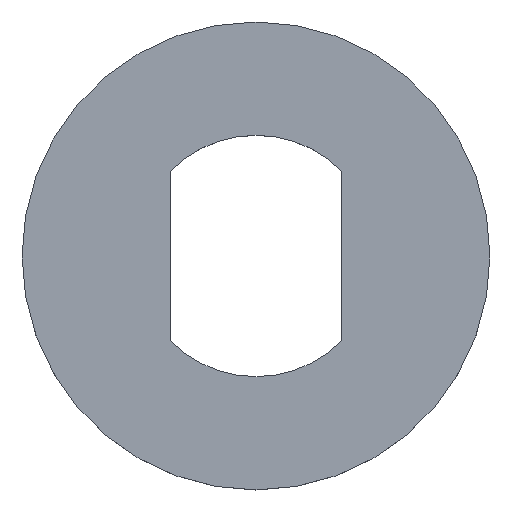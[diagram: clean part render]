
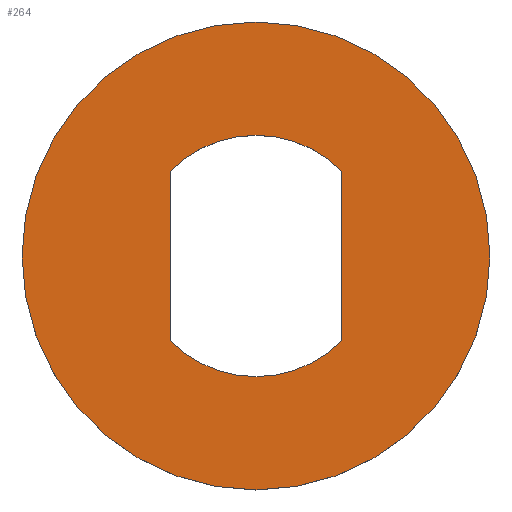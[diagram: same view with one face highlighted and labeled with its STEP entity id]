
A CAD part, top view. The second image highlights one B-rep face of the part: STEP entity #264.
In plain terms, the highlighted planar face has unit normal (0, 0, 1).
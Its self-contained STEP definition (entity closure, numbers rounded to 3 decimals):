
#63=CARTESIAN_POINT('Vertex',(12.9,0.,2.)) ;
#77=CARTESIAN_POINT('Vertex',(-12.9,0.,2.)) ;
#80=CARTESIAN_POINT('Axis2P3D Location',(0.,0.,2.)) ;
#97=CARTESIAN_POINT('Axis2P3D Location',(0.,0.,2.)) ;
#114=CARTESIAN_POINT('Line Origine',(4.735,0.,2.)) ;
#118=CARTESIAN_POINT('Vertex',(4.735,-4.669,2.)) ;
#120=CARTESIAN_POINT('Vertex',(4.735,4.669,2.)) ;
#154=CARTESIAN_POINT('Axis2P3D Location',(0.,0.,2.)) ;
#158=CARTESIAN_POINT('Vertex',(-4.735,-4.669,2.)) ;
#185=CARTESIAN_POINT('Line Origine',(-4.735,0.,2.)) ;
#189=CARTESIAN_POINT('Vertex',(-4.735,4.669,2.)) ;
#216=CARTESIAN_POINT('Axis2P3D Location',(0.,0.,2.)) ;
#249=CARTESIAN_POINT('Axis2P3D Location',(0.,0.,2.)) ;
#81=DIRECTION('Axis2P3D Direction',(0.,0.,1.)) ;
#98=DIRECTION('Axis2P3D Direction',(0.,0.,1.)) ;
#115=DIRECTION('Vector Direction',(0.,1.,0.)) ;
#155=DIRECTION('Axis2P3D Direction',(0.,0.,1.)) ;
#186=DIRECTION('Vector Direction',(0.,1.,0.)) ;
#217=DIRECTION('Axis2P3D Direction',(0.,0.,1.)) ;
#250=DIRECTION('Axis2P3D Direction',(0.,0.,1.)) ;
#251=DIRECTION('Axis2P3D XDirection',(1.,0.,0.)) ;
#82=AXIS2_PLACEMENT_3D('Circle Axis2P3D',#80,#81,$) ;
#99=AXIS2_PLACEMENT_3D('Circle Axis2P3D',#97,#98,$) ;
#156=AXIS2_PLACEMENT_3D('Circle Axis2P3D',#154,#155,$) ;
#218=AXIS2_PLACEMENT_3D('Circle Axis2P3D',#216,#217,$) ;
#252=AXIS2_PLACEMENT_3D('Plane Axis2P3D',#249,#250,#251) ;
#255=ORIENTED_EDGE('',*,*,#84,.T.) ;
#256=ORIENTED_EDGE('',*,*,#101,.T.) ;
#259=ORIENTED_EDGE('',*,*,#122,.F.) ;
#260=ORIENTED_EDGE('',*,*,#160,.F.) ;
#261=ORIENTED_EDGE('',*,*,#191,.F.) ;
#262=ORIENTED_EDGE('',*,*,#220,.F.) ;
#263=FACE_BOUND('',#258,.T.) ;
#116=VECTOR('Line Direction',#115,1.) ;
#187=VECTOR('Line Direction',#186,1.) ;
#264=ADVANCED_FACE('Corps principal',(#257,#263),#253,.T.) ;
#83=CIRCLE('generated circle',#82,12.9) ;
#100=CIRCLE('generated circle',#99,12.9) ;
#157=CIRCLE('generated circle',#156,6.65) ;
#219=CIRCLE('generated circle',#218,6.65) ;
#84=EDGE_CURVE('',#64,#78,#83,.T.) ;
#101=EDGE_CURVE('',#78,#64,#100,.T.) ;
#122=EDGE_CURVE('',#119,#121,#117,.T.) ;
#160=EDGE_CURVE('',#159,#119,#157,.T.) ;
#191=EDGE_CURVE('',#190,#159,#188,.F.) ;
#220=EDGE_CURVE('',#121,#190,#219,.T.) ;
#254=EDGE_LOOP('',(#255,#256)) ;
#258=EDGE_LOOP('',(#259,#260,#261,#262)) ;
#257=FACE_OUTER_BOUND('',#254,.T.) ;
#117=LINE('Line',#114,#116) ;
#188=LINE('Line',#185,#187) ;
#253=PLANE('Plane',#252) ;
#64=VERTEX_POINT('',#63) ;
#78=VERTEX_POINT('',#77) ;
#119=VERTEX_POINT('',#118) ;
#121=VERTEX_POINT('',#120) ;
#159=VERTEX_POINT('',#158) ;
#190=VERTEX_POINT('',#189) ;
